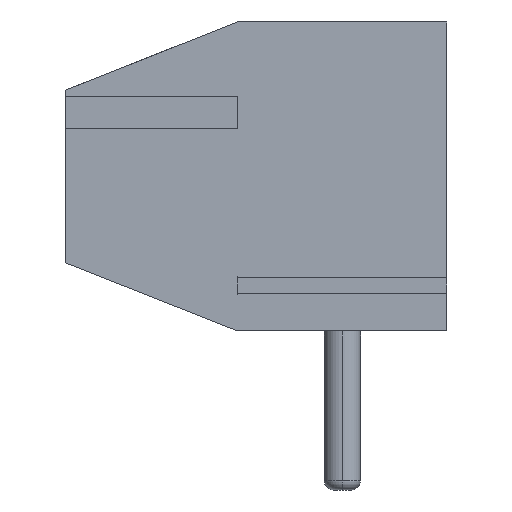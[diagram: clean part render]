
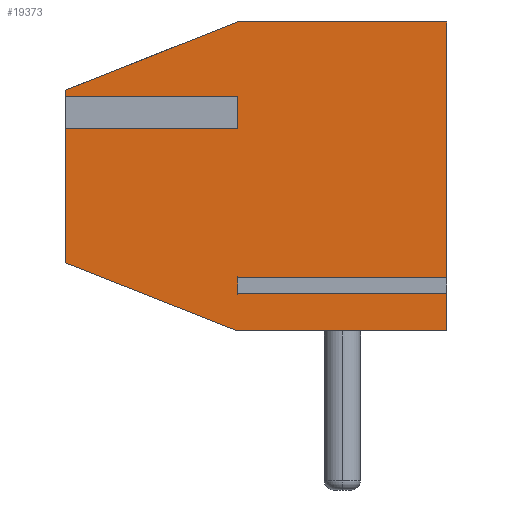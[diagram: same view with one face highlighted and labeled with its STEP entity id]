
A CAD part, left-side view. The second image highlights one B-rep face of the part: STEP entity #19373.
In plain terms, the highlighted planar face has unit normal (-1, 0, 0).
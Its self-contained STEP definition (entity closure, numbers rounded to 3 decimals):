
#81 = ORIENTED_EDGE ( 'NONE', *, *, #7130, .T. ) ;
#251 = DIRECTION ( 'NONE',  ( 0., 0., 1. ) ) ;
#272 = ORIENTED_EDGE ( 'NONE', *, *, #9184, .F. ) ;
#586 = LINE ( 'NONE', #31582, #17827 ) ;
#1422 = LINE ( 'NONE', #29517, #16559 ) ;
#1586 = DIRECTION ( 'NONE',  ( 0., 0., 1. ) ) ;
#1930 = CARTESIAN_POINT ( 'NONE',  ( 0., 0., 6.8 ) ) ;
#2100 = LINE ( 'NONE', #35768, #8412 ) ;
#2108 = CARTESIAN_POINT ( 'NONE',  ( 0., 8.4, 0. ) ) ;
#2557 = EDGE_CURVE ( 'NONE', #22587, #39544, #33585, .T. ) ;
#2683 = CARTESIAN_POINT ( 'NONE',  ( 0., 4.6, 4.968 ) ) ;
#3047 = AXIS2_PLACEMENT_3D ( 'NONE', #22958, #7559, #4562 ) ;
#4421 = EDGE_CURVE ( 'NONE', #9106, #20292, #8227, .T. ) ;
#4549 = CARTESIAN_POINT ( 'NONE',  ( 0., 8.4, 1.5 ) ) ;
#4562 = DIRECTION ( 'NONE',  ( 0., 0., -1. ) ) ;
#4633 = CARTESIAN_POINT ( 'NONE',  ( 0., 4.6, 4.632 ) ) ;
#4634 = CARTESIAN_POINT ( 'NONE',  ( 0., 4.6, 1.168 ) ) ;
#4725 = LINE ( 'NONE', #2108, #39346 ) ;
#4783 = VERTEX_POINT ( 'NONE', #15684 ) ;
#5185 = LINE ( 'NONE', #29277, #15084 ) ;
#5896 = CARTESIAN_POINT ( 'NONE',  ( 0., 4.6, 0.832 ) ) ;
#6171 = EDGE_CURVE ( 'NONE', #29070, #37486, #30986, .T. ) ;
#6851 = CARTESIAN_POINT ( 'NONE',  ( 0., 8.4, 6.8 ) ) ;
#7130 = EDGE_CURVE ( 'NONE', #29181, #22587, #28778, .T. ) ;
#7334 = DIRECTION ( 'NONE',  ( 0., -1., 0. ) ) ;
#7559 = DIRECTION ( 'NONE',  ( 1., 0., 0. ) ) ;
#7824 = DIRECTION ( 'NONE',  ( 0., -1., 0. ) ) ;
#8164 = ORIENTED_EDGE ( 'NONE', *, *, #23530, .T. ) ;
#8227 = LINE ( 'NONE', #11272, #28194 ) ;
#8412 = VECTOR ( 'NONE', #33287, 1000. ) ;
#9106 = VERTEX_POINT ( 'NONE', #32647 ) ;
#9184 = EDGE_CURVE ( 'NONE', #35865, #4783, #9853, .T. ) ;
#9296 = CARTESIAN_POINT ( 'NONE',  ( 0., 8.4, 4.968 ) ) ;
#9853 = LINE ( 'NONE', #6851, #32013 ) ;
#11272 = CARTESIAN_POINT ( 'NONE',  ( 0., 8.4, 6.8 ) ) ;
#12125 = CARTESIAN_POINT ( 'NONE',  ( 0., 4.6, 4.968 ) ) ;
#12856 = ORIENTED_EDGE ( 'NONE', *, *, #35850, .T. ) ;
#13265 = CARTESIAN_POINT ( 'NONE',  ( 0., 8.4, 5.3 ) ) ;
#13902 = EDGE_CURVE ( 'NONE', #15460, #28316, #18455, .T. ) ;
#14519 = DIRECTION ( 'NONE',  ( 0., 0., 1. ) ) ;
#14702 = DIRECTION ( 'NONE',  ( 0., -1., 0. ) ) ;
#15025 = CARTESIAN_POINT ( 'NONE',  ( 0., 0., 0.832 ) ) ;
#15084 = VECTOR ( 'NONE', #1586, 1000. ) ;
#15211 = DIRECTION ( 'NONE',  ( 0., -1., 0. ) ) ;
#15276 = CARTESIAN_POINT ( 'NONE',  ( 0., 4.6, 0. ) ) ;
#15460 = VERTEX_POINT ( 'NONE', #2683 ) ;
#15684 = CARTESIAN_POINT ( 'NONE',  ( 0., 8.4, 4.632 ) ) ;
#15960 = EDGE_CURVE ( 'NONE', #37486, #9106, #2100, .T. ) ;
#16054 = CARTESIAN_POINT ( 'NONE',  ( 0., 8.4, 4.968 ) ) ;
#16154 = ORIENTED_EDGE ( 'NONE', *, *, #2557, .T. ) ;
#16559 = VECTOR ( 'NONE', #7824, 1000. ) ;
#17827 = VECTOR ( 'NONE', #24819, 1000. ) ;
#18455 = LINE ( 'NONE', #12125, #40070 ) ;
#18649 = VECTOR ( 'NONE', #29631, 1000. ) ;
#19219 = DIRECTION ( 'NONE',  ( 0., 0., 1. ) ) ;
#19373 = ADVANCED_FACE ( 'NONE', ( #26001 ), #38463, .F. ) ;
#19731 = CARTESIAN_POINT ( 'NONE',  ( 0., 0., 6.8 ) ) ;
#20292 = VERTEX_POINT ( 'NONE', #19731 ) ;
#20561 = LINE ( 'NONE', #27053, #38803 ) ;
#21362 = DIRECTION ( 'NONE',  ( 0., -1., 0. ) ) ;
#21519 = LINE ( 'NONE', #9296, #27683 ) ;
#22453 = EDGE_CURVE ( 'NONE', #4783, #28316, #20561, .T. ) ;
#22587 = VERTEX_POINT ( 'NONE', #32503 ) ;
#22958 = CARTESIAN_POINT ( 'NONE',  ( 0., 8.4, 6.8 ) ) ;
#23377 = CARTESIAN_POINT ( 'NONE',  ( 0., 0., 1.168 ) ) ;
#23459 = VECTOR ( 'NONE', #35684, 1000. ) ;
#23530 = EDGE_CURVE ( 'NONE', #29070, #15460, #21519, .T. ) ;
#24188 = VERTEX_POINT ( 'NONE', #15276 ) ;
#24659 = CARTESIAN_POINT ( 'NONE',  ( 0., 8.4, 6.8 ) ) ;
#24819 = DIRECTION ( 'NONE',  ( 0., 0.93, 0.367 ) ) ;
#25521 = EDGE_CURVE ( 'NONE', #24188, #28334, #4725, .T. ) ;
#25528 = ORIENTED_EDGE ( 'NONE', *, *, #25521, .T. ) ;
#26001 = FACE_OUTER_BOUND ( 'NONE', #32975, .T. ) ;
#26847 = EDGE_CURVE ( 'NONE', #28334, #33338, #5185, .T. ) ;
#27043 = ORIENTED_EDGE ( 'NONE', *, *, #4421, .F. ) ;
#27053 = CARTESIAN_POINT ( 'NONE',  ( 0., 8.4, 4.632 ) ) ;
#27559 = DIRECTION ( 'NONE',  ( 0., 0., -1. ) ) ;
#27683 = VECTOR ( 'NONE', #15211, 1000. ) ;
#28194 = VECTOR ( 'NONE', #14702, 1000. ) ;
#28316 = VERTEX_POINT ( 'NONE', #4633 ) ;
#28334 = VERTEX_POINT ( 'NONE', #31679 ) ;
#28778 = LINE ( 'NONE', #37795, #38353 ) ;
#29070 = VERTEX_POINT ( 'NONE', #16054 ) ;
#29181 = VERTEX_POINT ( 'NONE', #5896 ) ;
#29277 = CARTESIAN_POINT ( 'NONE',  ( 0., 0., 6.8 ) ) ;
#29517 = CARTESIAN_POINT ( 'NONE',  ( 0., 4.6, 0.832 ) ) ;
#29631 = DIRECTION ( 'NONE',  ( 0., 0., 1. ) ) ;
#30555 = ORIENTED_EDGE ( 'NONE', *, *, #31710, .F. ) ;
#30986 = LINE ( 'NONE', #24659, #37770 ) ;
#31069 = EDGE_CURVE ( 'NONE', #24188, #35865, #586, .T. ) ;
#31582 = CARTESIAN_POINT ( 'NONE',  ( 0., 8.4, 1.5 ) ) ;
#31679 = CARTESIAN_POINT ( 'NONE',  ( 0., 0., 0. ) ) ;
#31710 = EDGE_CURVE ( 'NONE', #29181, #33338, #1422, .T. ) ;
#32013 = VECTOR ( 'NONE', #19219, 1000. ) ;
#32503 = CARTESIAN_POINT ( 'NONE',  ( 0., 4.6, 1.168 ) ) ;
#32647 = CARTESIAN_POINT ( 'NONE',  ( 0., 4.6, 6.8 ) ) ;
#32975 = EDGE_LOOP ( 'NONE', ( #16154, #12856, #27043, #34778, #33534, #8164, #39740, #38122, #272, #34023, #25528, #34015, #30555, #81 ) ) ;
#33287 = DIRECTION ( 'NONE',  ( 0., -0.93, 0.367 ) ) ;
#33338 = VERTEX_POINT ( 'NONE', #15025 ) ;
#33534 = ORIENTED_EDGE ( 'NONE', *, *, #6171, .F. ) ;
#33585 = LINE ( 'NONE', #4634, #23459 ) ;
#34015 = ORIENTED_EDGE ( 'NONE', *, *, #26847, .T. ) ;
#34023 = ORIENTED_EDGE ( 'NONE', *, *, #31069, .F. ) ;
#34778 = ORIENTED_EDGE ( 'NONE', *, *, #15960, .F. ) ;
#35684 = DIRECTION ( 'NONE',  ( 0., -1., 0. ) ) ;
#35768 = CARTESIAN_POINT ( 'NONE',  ( 0., 8.4, 5.3 ) ) ;
#35850 = EDGE_CURVE ( 'NONE', #39544, #20292, #37253, .T. ) ;
#35865 = VERTEX_POINT ( 'NONE', #4549 ) ;
#37253 = LINE ( 'NONE', #1930, #18649 ) ;
#37486 = VERTEX_POINT ( 'NONE', #13265 ) ;
#37770 = VECTOR ( 'NONE', #14519, 1000. ) ;
#37795 = CARTESIAN_POINT ( 'NONE',  ( 0., 4.6, 0.832 ) ) ;
#38122 = ORIENTED_EDGE ( 'NONE', *, *, #22453, .F. ) ;
#38353 = VECTOR ( 'NONE', #251, 1000. ) ;
#38463 = PLANE ( 'NONE',  #3047 ) ;
#38803 = VECTOR ( 'NONE', #21362, 1000. ) ;
#39346 = VECTOR ( 'NONE', #7334, 1000. ) ;
#39544 = VERTEX_POINT ( 'NONE', #23377 ) ;
#39740 = ORIENTED_EDGE ( 'NONE', *, *, #13902, .T. ) ;
#40070 = VECTOR ( 'NONE', #27559, 1000. ) ;
